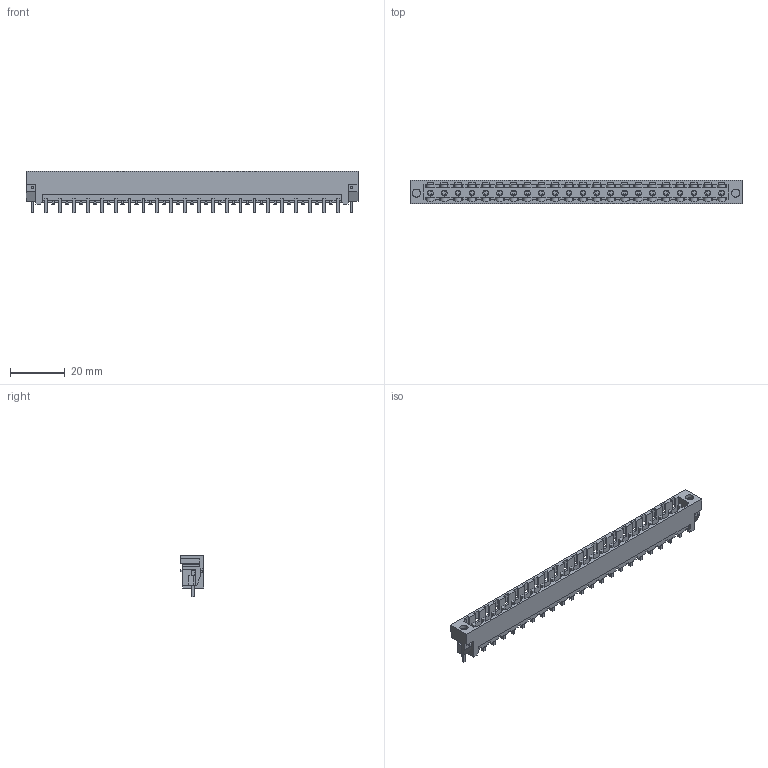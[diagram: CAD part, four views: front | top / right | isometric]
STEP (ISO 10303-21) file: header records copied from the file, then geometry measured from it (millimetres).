
FILE_DESCRIPTION(('CATIA V5 STEP Exchange','CAx-IF Rec.Pracs.--- Model Styling and Organization---1.2---2011-12-15'),'2;1');
FILE_NAME ('D1457060_0_1838640000_1838640000.stp','2018-03-31T12:30:25+00:00',('none'),('Weidmueller'),'CATIA Version 5-6 Release 2014','CATIA V5 STEP AP214','none');
FILE_SCHEMA(('AUTOMOTIVE_DESIGN { 1 0 10303 214 1 1 1 1 }'));
Length unit declared in the file: millimetre
Products named in the file (1): 1838640000
Bounding box: 121.56 x 8.43 x 15.2 mm (x, y, z)
Volume: 4370.5 mm3; surface area: 10314.8 mm2
Topology: 25 solids, 25 shells, 1356 faces, 4314 edges, 2964 vertices
Faces by surface type: plane 1117, cylinder 217, extrusion 22
Entity records: 49670 total; most frequent: CARTESIAN_POINT 10657, ORIENTED_EDGE 8628, DIRECTION 6630, EDGE_CURVE 4314, VECTOR 3514, LINE 3492, VERTEX_POINT 2964, AXIS2_PLACEMENT_3D 1782
